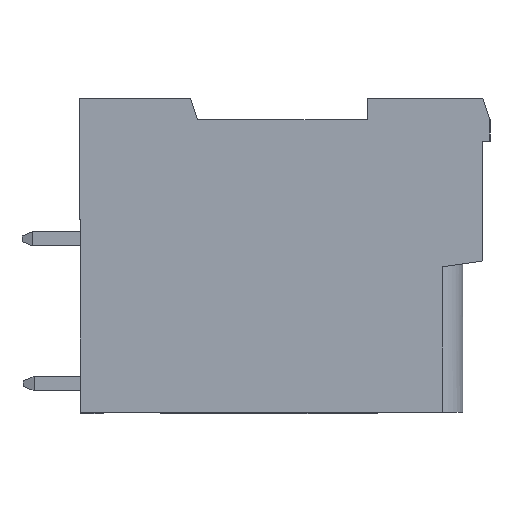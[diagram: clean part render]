
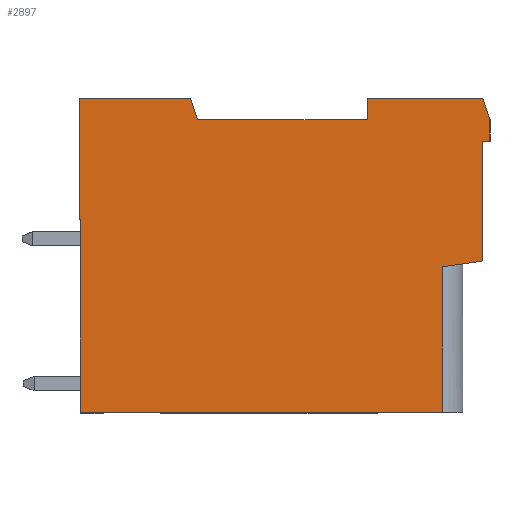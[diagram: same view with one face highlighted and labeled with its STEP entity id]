
A CAD part, left-side view. The second image highlights one B-rep face of the part: STEP entity #2897.
In plain terms, the highlighted planar face has unit normal (-1, 0, 0).
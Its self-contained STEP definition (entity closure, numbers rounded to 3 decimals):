
#2897 = ADVANCED_FACE( '', ( #5994 ), #5995, .T. );
#5994 = FACE_OUTER_BOUND( '', #9280, .T. );
#5995 = PLANE( '', #9281 );
#9280 = EDGE_LOOP( '', ( #17656, #17657, #17658, #17659, #17660, #17661, #17662, #17663, #17664, #17665, #17666, #17667, #17668, #17669, #17670 ) );
#9281 = AXIS2_PLACEMENT_3D( '', #17671, #17672, #17673 );
#17656 = ORIENTED_EDGE( '', *, *, #23043, .T. );
#17657 = ORIENTED_EDGE( '', *, *, #23402, .T. );
#17658 = ORIENTED_EDGE( '', *, *, #23403, .T. );
#17659 = ORIENTED_EDGE( '', *, *, #21811, .T. );
#17660 = ORIENTED_EDGE( '', *, *, #21763, .T. );
#17661 = ORIENTED_EDGE( '', *, *, #22168, .T. );
#17662 = ORIENTED_EDGE( '', *, *, #23337, .F. );
#17663 = ORIENTED_EDGE( '', *, *, #23164, .T. );
#17664 = ORIENTED_EDGE( '', *, *, #20990, .T. );
#17665 = ORIENTED_EDGE( '', *, *, #23207, .T. );
#17666 = ORIENTED_EDGE( '', *, *, #22717, .T. );
#17667 = ORIENTED_EDGE( '', *, *, #22877, .T. );
#17668 = ORIENTED_EDGE( '', *, *, #23189, .T. );
#17669 = ORIENTED_EDGE( '', *, *, #23317, .T. );
#17670 = ORIENTED_EDGE( '', *, *, #20470, .T. );
#17671 = CARTESIAN_POINT( '', ( -25.4, 0., 0. ) );
#17672 = DIRECTION( '', ( -1., 0., 0. ) );
#17673 = DIRECTION( '', ( 0., 0., 1. ) );
#20470 = EDGE_CURVE( '', #24816, #24814, #24817, .F. );
#20990 = EDGE_CURVE( '', #25710, #25708, #25711, .T. );
#21763 = EDGE_CURVE( '', #26954, #26952, #26955, .T. );
#21811 = EDGE_CURVE( '', #27031, #26954, #27032, .F. );
#22168 = EDGE_CURVE( '', #26952, #27564, #27565, .T. );
#22717 = EDGE_CURVE( '', #28334, #28332, #28335, .T. );
#22877 = EDGE_CURVE( '', #28332, #28540, #28541, .T. );
#23043 = EDGE_CURVE( '', #24814, #28746, #28748, .T. );
#23164 = EDGE_CURVE( '', #28892, #25710, #28893, .T. );
#23189 = EDGE_CURVE( '', #28540, #28920, #28921, .T. );
#23207 = EDGE_CURVE( '', #25708, #28334, #28943, .T. );
#23317 = EDGE_CURVE( '', #28920, #24816, #29072, .T. );
#23337 = EDGE_CURVE( '', #28892, #27564, #29093, .T. );
#23402 = EDGE_CURVE( '', #28746, #29167, #29168, .T. );
#23403 = EDGE_CURVE( '', #29167, #27031, #29169, .T. );
#24814 = VERTEX_POINT( '', #31043 );
#24816 = VERTEX_POINT( '', #31046 );
#24817 = LINE( '', #31047, #31048 );
#25708 = VERTEX_POINT( '', #32387 );
#25710 = VERTEX_POINT( '', #32389 );
#25711 = LINE( '', #32390, #32391 );
#26952 = VERTEX_POINT( '', #34283 );
#26954 = VERTEX_POINT( '', #34286 );
#26955 = LINE( '', #34287, #34288 );
#27031 = VERTEX_POINT( '', #34395 );
#27032 = LINE( '', #34396, #34397 );
#27564 = VERTEX_POINT( '', #35225 );
#27565 = LINE( '', #35226, #35227 );
#28332 = VERTEX_POINT( '', #36373 );
#28334 = VERTEX_POINT( '', #36376 );
#28335 = LINE( '', #36377, #36378 );
#28540 = VERTEX_POINT( '', #36677 );
#28541 = LINE( '', #36678, #36679 );
#28746 = VERTEX_POINT( '', #37019 );
#28748 = LINE( '', #37022, #37023 );
#28892 = VERTEX_POINT( '', #37276 );
#28893 = LINE( '', #37277, #37278 );
#28920 = VERTEX_POINT( '', #37317 );
#28921 = LINE( '', #37318, #37319 );
#28943 = LINE( '', #37350, #37351 );
#29072 = LINE( '', #37550, #37551 );
#29093 = LINE( '', #37580, #37581 );
#29167 = VERTEX_POINT( '', #37682 );
#29168 = LINE( '', #37683, #37684 );
#29169 = LINE( '', #37685, #37686 );
#31043 = CARTESIAN_POINT( '', ( -25.4, -14.05, 11. ) );
#31046 = CARTESIAN_POINT( '', ( -25.4, -14.55, 9.5 ) );
#31047 = CARTESIAN_POINT( '', ( -25.4, -15.945, 5.315 ) );
#31048 = VECTOR( '', #38797, 1000. );
#32387 = CARTESIAN_POINT( '', ( -25.4, -11.25, -11. ) );
#32389 = CARTESIAN_POINT( '', ( -25.4, 14.15, -11. ) );
#32390 = CARTESIAN_POINT( '', ( -25.4, 14.25, -11. ) );
#32391 = VECTOR( '', #39264, 1000. );
#34283 = CARTESIAN_POINT( '', ( -25.4, 14.25, 11. ) );
#34286 = CARTESIAN_POINT( '', ( -25.4, 6.45, 11. ) );
#34287 = CARTESIAN_POINT( '', ( -25.4, 5.95, 11. ) );
#34288 = VECTOR( '', #39998, 1000. );
#34395 = CARTESIAN_POINT( '', ( -25.4, 5.95, 9.5 ) );
#34396 = CARTESIAN_POINT( '', ( -25.4, 2.505, -0.835 ) );
#34397 = VECTOR( '', #40057, 1000. );
#35225 = CARTESIAN_POINT( '', ( -25.4, 14.25, 2.5 ) );
#35226 = CARTESIAN_POINT( '', ( -25.4, 14.25, 11. ) );
#35227 = VECTOR( '', #40366, 1000. );
#36373 = CARTESIAN_POINT( '', ( -25.4, -14.05, -0.4 ) );
#36376 = CARTESIAN_POINT( '', ( -25.4, -11.25, -0.8 ) );
#36377 = CARTESIAN_POINT( '', ( -25.4, -11.25, -0.8 ) );
#36378 = VECTOR( '', #40849, 1000. );
#36677 = CARTESIAN_POINT( '', ( -25.4, -14.05, 8. ) );
#36678 = CARTESIAN_POINT( '', ( -25.4, -14.05, 8. ) );
#36679 = VECTOR( '', #40974, 1000. );
#37019 = CARTESIAN_POINT( '', ( -25.4, -5.95, 11. ) );
#37022 = CARTESIAN_POINT( '', ( -25.4, -14.55, 11. ) );
#37023 = VECTOR( '', #41093, 1000. );
#37276 = CARTESIAN_POINT( '', ( -25.4, 14.15, 2.5 ) );
#37277 = CARTESIAN_POINT( '', ( -25.4, 14.15, 2.5 ) );
#37278 = VECTOR( '', #41182, 1000. );
#37317 = CARTESIAN_POINT( '', ( -25.4, -14.55, 8. ) );
#37318 = CARTESIAN_POINT( '', ( -25.4, -14.55, 8. ) );
#37319 = VECTOR( '', #41195, 1000. );
#37350 = CARTESIAN_POINT( '', ( -25.4, -11.25, -11. ) );
#37351 = VECTOR( '', #41208, 1000. );
#37550 = CARTESIAN_POINT( '', ( -25.4, -14.55, 8. ) );
#37551 = VECTOR( '', #41294, 1000. );
#37580 = CARTESIAN_POINT( '', ( -25.4, 14.15, 2.5 ) );
#37581 = VECTOR( '', #41303, 1000. );
#37682 = CARTESIAN_POINT( '', ( -25.4, -5.95, 9.5 ) );
#37683 = CARTESIAN_POINT( '', ( -25.4, -5.95, 11. ) );
#37684 = VECTOR( '', #41346, 1000. );
#37685 = CARTESIAN_POINT( '', ( -25.4, -5.95, 9.5 ) );
#37686 = VECTOR( '', #41347, 1000. );
#38797 = DIRECTION( '', ( 0., -0.316, -0.949 ) );
#39264 = DIRECTION( '', ( 0., -1., 0. ) );
#39998 = DIRECTION( '', ( 0., 1., 0. ) );
#40057 = DIRECTION( '', ( 0., -0.316, -0.949 ) );
#40366 = DIRECTION( '', ( 0., 0., -1. ) );
#40849 = DIRECTION( '', ( 0., -0.99, 0.141 ) );
#40974 = DIRECTION( '', ( 0., 0., 1. ) );
#41093 = DIRECTION( '', ( 0., 1., 0. ) );
#41182 = DIRECTION( '', ( 0., 0., -1. ) );
#41195 = DIRECTION( '', ( 0., -1., 0. ) );
#41208 = DIRECTION( '', ( 0., 0., 1. ) );
#41294 = DIRECTION( '', ( 0., 0., 1. ) );
#41303 = DIRECTION( '', ( 0., 1., 0. ) );
#41346 = DIRECTION( '', ( 0., 0., -1. ) );
#41347 = DIRECTION( '', ( 0., 1., 0. ) );
